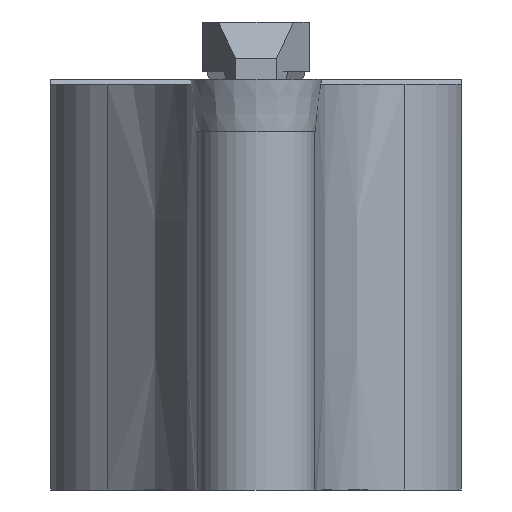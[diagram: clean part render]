
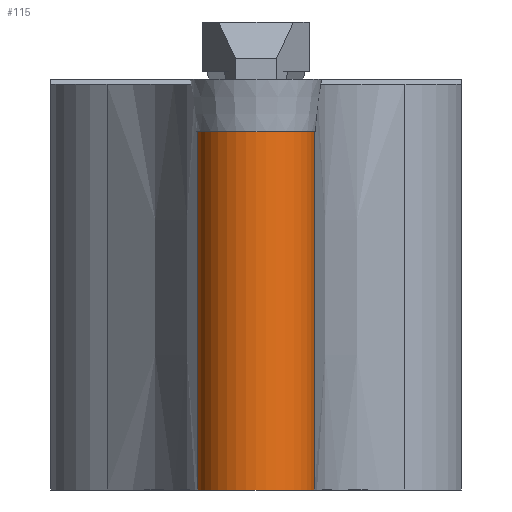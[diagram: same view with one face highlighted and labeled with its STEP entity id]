
A CAD part, left-side view. The second image highlights one B-rep face of the part: STEP entity #115.
In plain terms, the highlighted cylindrical face has radius 3.559 mm (diameter 7.119 mm), a partial arc.
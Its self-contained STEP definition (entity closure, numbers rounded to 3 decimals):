
#94=CYLINDRICAL_SURFACE('',#652,3.56);
#115=ADVANCED_FACE('',(#168),#94,.T.);
#168=FACE_OUTER_BOUND('',#198,.T.);
#198=EDGE_LOOP('',(#309,#310,#311,#312));
#224=CIRCLE('',#650,3.56);
#225=CIRCLE('',#651,3.56);
#309=ORIENTED_EDGE('',*,*,#490,.F.);
#310=ORIENTED_EDGE('',*,*,#491,.T.);
#311=ORIENTED_EDGE('',*,*,#492,.F.);
#312=ORIENTED_EDGE('',*,*,#486,.F.);
#420=VERTEX_POINT('',#913);
#421=VERTEX_POINT('',#915);
#424=VERTEX_POINT('',#932);
#425=VERTEX_POINT('',#934);
#486=EDGE_CURVE('',#420,#421,#556,.T.);
#490=EDGE_CURVE('',#424,#420,#224,.T.);
#491=EDGE_CURVE('',#424,#425,#558,.T.);
#492=EDGE_CURVE('',#421,#425,#225,.T.);
#556=LINE('',#914,#604);
#558=LINE('',#933,#607);
#604=VECTOR('',#749,1.);
#607=VECTOR('',#754,1.);
#650=AXIS2_PLACEMENT_3D('',#931,#752,#753);
#651=AXIS2_PLACEMENT_3D('',#935,#755,#756);
#652=AXIS2_PLACEMENT_3D('',#936,#757,#758);
#749=DIRECTION('',(0.,0.,-1.));
#752=DIRECTION('',(0.,0.,1.));
#753=DIRECTION('',(1.,0.,0.));
#754=DIRECTION('',(0.,0.,-1.));
#755=DIRECTION('',(0.,0.,-1.));
#756=DIRECTION('',(1.,0.,0.));
#757=DIRECTION('',(0.,0.,1.));
#758=DIRECTION('',(1.,0.,0.));
#913=CARTESIAN_POINT('',(4.,-3.56,-3.18));
#914=CARTESIAN_POINT('',(4.,-3.56,-35.));
#915=CARTESIAN_POINT('',(4.,-3.56,-25.));
#931=CARTESIAN_POINT('',(4.,0.,-3.18));
#932=CARTESIAN_POINT('',(4.,3.56,-3.18));
#933=CARTESIAN_POINT('',(4.,3.56,-35.));
#934=CARTESIAN_POINT('',(4.,3.56,-25.));
#935=CARTESIAN_POINT('',(4.,0.,-25.));
#936=CARTESIAN_POINT('',(4.,0.,-35.));
